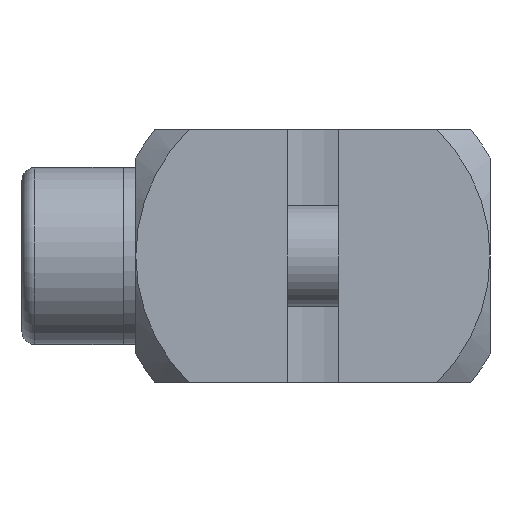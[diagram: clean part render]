
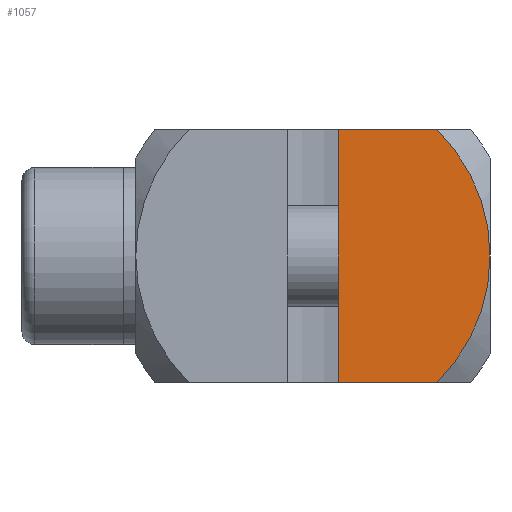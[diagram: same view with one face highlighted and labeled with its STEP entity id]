
A CAD part, left-side view. The second image highlights one B-rep face of the part: STEP entity #1057.
In plain terms, the highlighted planar face has unit normal (-1, 0, 0).
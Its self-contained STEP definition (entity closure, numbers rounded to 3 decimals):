
#276=CARTESIAN_POINT('',(-12.,-4.899,-5.0));
#277=VERTEX_POINT('',#276);
#291=CARTESIAN_POINT('',(-12.,-1.,-5.0));
#292=VERTEX_POINT('',#291);
#293=CARTESIAN_POINT('',(-12.,-1.,-5.0));
#294=DIRECTION('',(0.0,-1.0,0.0));
#295=VECTOR('',#294,3.899);
#296=LINE('',#293,#295);
#297=EDGE_CURVE('',#292,#277,#296,.T.);
#621=CARTESIAN_POINT('',(-12.,-7.,0.0));
#622=VERTEX_POINT('',#621);
#636=CARTESIAN_POINT('',(-12.,0.0,0.0));
#637=DIRECTION('',(-1.0,0.0,0.0));
#638=DIRECTION('',(0.0,-0.7,-0.714));
#639=AXIS2_PLACEMENT_3D('',#636,#637,#638);
#640=CIRCLE('',#639,7.);
#641=EDGE_CURVE('',#277,#622,#640,.T.);
#653=CARTESIAN_POINT('',(-12.,-4.899,5.0));
#654=VERTEX_POINT('',#653);
#668=CARTESIAN_POINT('',(-12.,0.0,0.0));
#669=DIRECTION('',(-1.0,0.0,0.0));
#670=DIRECTION('',(0.0,-0.7,-0.714));
#671=AXIS2_PLACEMENT_3D('',#668,#669,#670);
#672=CIRCLE('',#671,7.);
#673=EDGE_CURVE('',#622,#654,#672,.T.);
#765=CARTESIAN_POINT('',(-12.,-1.,5.0));
#766=VERTEX_POINT('',#765);
#773=CARTESIAN_POINT('',(-12.,-4.899,5.0));
#774=DIRECTION('',(0.0,1.0,0.0));
#775=VECTOR('',#774,3.899);
#776=LINE('',#773,#775);
#777=EDGE_CURVE('',#654,#766,#776,.T.);
#1040=CARTESIAN_POINT('',(-12.,-7.,0.0));
#1041=DIRECTION('',(-1.0,0.0,0.0));
#1042=DIRECTION('',(0.0,0.0,1.0));
#1043=AXIS2_PLACEMENT_3D('',#1040,#1041,#1042);
#1044=PLANE('',#1043);
#1045=ORIENTED_EDGE('',*,*,#673,.T.);
#1046=ORIENTED_EDGE('',*,*,#777,.T.);
#1047=CARTESIAN_POINT('',(-12.,-1.,-5.0));
#1048=DIRECTION('',(0.0,0.0,1.0));
#1049=VECTOR('',#1048,10.0);
#1050=LINE('',#1047,#1049);
#1051=EDGE_CURVE('',#292,#766,#1050,.T.);
#1052=ORIENTED_EDGE('',*,*,#1051,.F.);
#1053=ORIENTED_EDGE('',*,*,#297,.T.);
#1054=ORIENTED_EDGE('',*,*,#641,.T.);
#1055=EDGE_LOOP('',(#1045,#1046,#1052,#1053,#1054));
#1056=FACE_OUTER_BOUND('',#1055,.T.);
#1057=ADVANCED_FACE('',(#1056),#1044,.T.);
